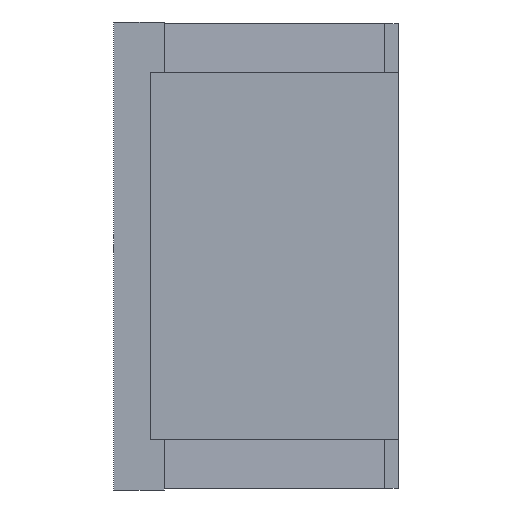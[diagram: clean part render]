
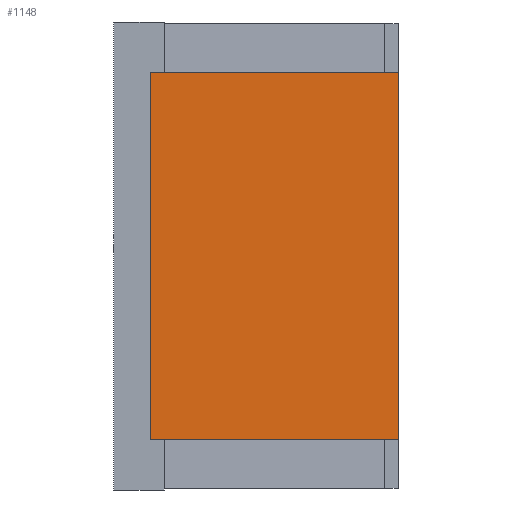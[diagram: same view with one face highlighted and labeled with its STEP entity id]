
A CAD part, left-side view. The second image highlights one B-rep face of the part: STEP entity #1148.
In plain terms, the highlighted planar face has unit normal (-1, 0, 0).
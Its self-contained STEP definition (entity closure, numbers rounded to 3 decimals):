
#6 = CARTESIAN_POINT ( 'NONE',  ( -5.78, -0.54, -2.73 ) ) ;
#12 = CARTESIAN_POINT ( 'NONE',  ( -5.78, -0.54, 2.73 ) ) ;
#20 = CARTESIAN_POINT ( 'NONE',  ( -5.78, -4.24, 2.73 ) ) ;
#24 = CARTESIAN_POINT ( 'NONE',  ( -5.78, -4.24, -2.73 ) ) ;
#30 = FACE_OUTER_BOUND ( 'NONE', #233, .T. ) ;
#205 = VERTEX_POINT ( 'NONE', #24 ) ;
#213 = ORIENTED_EDGE ( 'NONE', *, *, #1218, .F. ) ;
#215 = ORIENTED_EDGE ( 'NONE', *, *, #1215, .T. ) ;
#217 = ORIENTED_EDGE ( 'NONE', *, *, #1219, .F. ) ;
#218 = ORIENTED_EDGE ( 'NONE', *, *, #1217, .T. ) ;
#233 = EDGE_LOOP ( 'NONE', ( #218, #213, #217, #215 ) ) ;
#243 = VERTEX_POINT ( 'NONE', #20 ) ;
#408 = PLANE ( 'NONE',  #1309 ) ;
#409 = CARTESIAN_POINT ( 'NONE',  ( -5.78, -0.54, 2.73 ) ) ;
#410 = DIRECTION ( 'NONE',  ( 1., 0., 0. ) ) ;
#411 = DIRECTION ( 'NONE',  ( 0., 1., 0. ) ) ;
#521 = CARTESIAN_POINT ( 'NONE',  ( -5.78, -0.54, 2.73 ) ) ;
#541 = CARTESIAN_POINT ( 'NONE',  ( -5.78, -0.54, -2.73 ) ) ;
#542 = DIRECTION ( 'NONE',  ( 0., 0., -1. ) ) ;
#543 = CARTESIAN_POINT ( 'NONE',  ( -5.78, -0.54, 2.73 ) ) ;
#546 = DIRECTION ( 'NONE',  ( 0., -1., 0. ) ) ;
#547 = CARTESIAN_POINT ( 'NONE',  ( -5.78, -4.24, 2.73 ) ) ;
#549 = DIRECTION ( 'NONE',  ( 0., 0., -1. ) ) ;
#550 = DIRECTION ( 'NONE',  ( 0., -1., 0. ) ) ;
#743 = VERTEX_POINT ( 'NONE', #6 ) ;
#744 = VERTEX_POINT ( 'NONE', #12 ) ;
#1002 = LINE ( 'NONE', #521, #1007 ) ;
#1006 = LINE ( 'NONE', #541, #1011 ) ;
#1007 = VECTOR ( 'NONE', #542, 1000. ) ;
#1008 = LINE ( 'NONE', #543, #1015 ) ;
#1010 = LINE ( 'NONE', #547, #1013 ) ;
#1011 = VECTOR ( 'NONE', #546, 1000. ) ;
#1013 = VECTOR ( 'NONE', #549, 1000. ) ;
#1015 = VECTOR ( 'NONE', #550, 1000. ) ;
#1148 = ADVANCED_FACE ( 'NONE', ( #30 ), #408, .F. ) ;
#1215 = EDGE_CURVE ( 'NONE', #744, #743, #1002, .T. ) ;
#1217 = EDGE_CURVE ( 'NONE', #743, #205, #1006, .T. ) ;
#1218 = EDGE_CURVE ( 'NONE', #243, #205, #1010, .T. ) ;
#1219 = EDGE_CURVE ( 'NONE', #744, #243, #1008, .T. ) ;
#1309 = AXIS2_PLACEMENT_3D ( 'NONE', #409, #410, #411 ) ;
